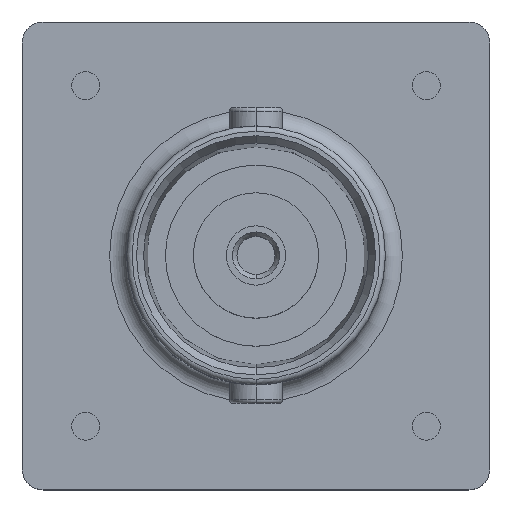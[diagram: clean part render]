
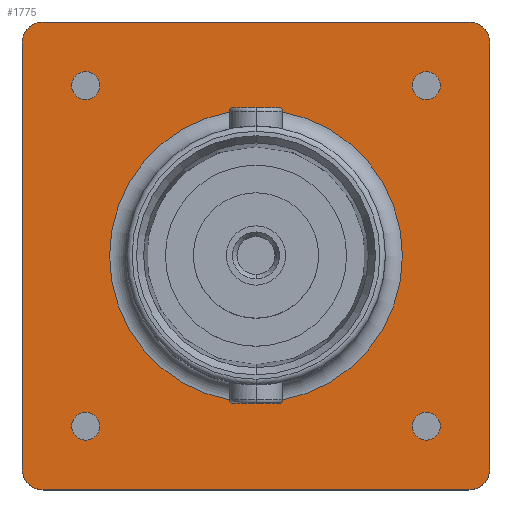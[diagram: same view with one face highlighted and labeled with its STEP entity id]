
A CAD part, top view. The second image highlights one B-rep face of the part: STEP entity #1775.
In plain terms, the highlighted planar face has unit normal (0, 0, 1).
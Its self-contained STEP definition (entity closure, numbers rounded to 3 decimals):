
#380=CARTESIAN_POINT('',(0.,0.,-13.64));
#381=DIRECTION('',(0.,0.,-1.));
#382=DIRECTION('',(0.,-1.,0.));
#383=AXIS2_PLACEMENT_3D('',#380,#381,#382);
#385=CARTESIAN_POINT('',(0.,0.,-13.64));
#386=DIRECTION('',(0.,0.,1.));
#387=DIRECTION('',(0.,-1.,0.));
#388=AXIS2_PLACEMENT_3D('',#385,#386,#387);
#390=DIRECTION('',(0.,-1.,0.));
#391=VECTOR('',#390,15.875);
#392=CARTESIAN_POINT('',(8.725,7.938,-13.64));
#393=LINE('',#392,#391);
#394=CARTESIAN_POINT('',(7.938,-7.938,-13.64));
#395=DIRECTION('',(0.,0.,-1.));
#396=DIRECTION('',(1.,0.,0.));
#397=AXIS2_PLACEMENT_3D('',#394,#395,#396);
#399=DIRECTION('',(-1.,0.,0.));
#400=VECTOR('',#399,15.875);
#401=CARTESIAN_POINT('',(7.938,-8.725,-13.64));
#402=LINE('',#401,#400);
#403=CARTESIAN_POINT('',(-7.938,-7.938,-13.64));
#404=DIRECTION('',(0.,0.,-1.));
#405=DIRECTION('',(0.,-1.,0.));
#406=AXIS2_PLACEMENT_3D('',#403,#404,#405);
#408=DIRECTION('',(0.,1.,0.));
#409=VECTOR('',#408,15.875);
#410=CARTESIAN_POINT('',(-8.725,-7.938,-13.64));
#411=LINE('',#410,#409);
#412=CARTESIAN_POINT('',(-7.938,7.938,-13.64));
#413=DIRECTION('',(0.,0.,-1.));
#414=DIRECTION('',(-1.,0.,0.));
#415=AXIS2_PLACEMENT_3D('',#412,#413,#414);
#417=DIRECTION('',(1.,0.,0.));
#418=VECTOR('',#417,15.875);
#419=CARTESIAN_POINT('',(-7.938,8.725,-13.64));
#420=LINE('',#419,#418);
#421=CARTESIAN_POINT('',(7.938,7.938,-13.64));
#422=DIRECTION('',(0.,0.,-1.));
#423=DIRECTION('',(0.,1.,0.));
#424=AXIS2_PLACEMENT_3D('',#421,#422,#423);
#426=CARTESIAN_POINT('',(6.35,6.35,-13.64));
#427=DIRECTION('',(0.,0.,-1.));
#428=DIRECTION('',(0.,-1.,0.));
#429=AXIS2_PLACEMENT_3D('',#426,#427,#428);
#431=CARTESIAN_POINT('',(6.35,6.35,-13.64));
#432=DIRECTION('',(0.,0.,-1.));
#433=DIRECTION('',(0.,1.,0.));
#434=AXIS2_PLACEMENT_3D('',#431,#432,#433);
#436=CARTESIAN_POINT('',(6.35,-6.35,-13.64));
#437=DIRECTION('',(0.,0.,-1.));
#438=DIRECTION('',(0.,-1.,0.));
#439=AXIS2_PLACEMENT_3D('',#436,#437,#438);
#441=CARTESIAN_POINT('',(6.35,-6.35,-13.64));
#442=DIRECTION('',(0.,0.,-1.));
#443=DIRECTION('',(0.,1.,0.));
#444=AXIS2_PLACEMENT_3D('',#441,#442,#443);
#446=CARTESIAN_POINT('',(-6.35,6.35,-13.64));
#447=DIRECTION('',(0.,0.,-1.));
#448=DIRECTION('',(0.,-1.,0.));
#449=AXIS2_PLACEMENT_3D('',#446,#447,#448);
#451=CARTESIAN_POINT('',(-6.35,6.35,-13.64));
#452=DIRECTION('',(0.,0.,-1.));
#453=DIRECTION('',(0.,1.,0.));
#454=AXIS2_PLACEMENT_3D('',#451,#452,#453);
#456=CARTESIAN_POINT('',(-6.35,-6.35,-13.64));
#457=DIRECTION('',(0.,0.,-1.));
#458=DIRECTION('',(0.,-1.,0.));
#459=AXIS2_PLACEMENT_3D('',#456,#457,#458);
#461=CARTESIAN_POINT('',(-6.35,-6.35,-13.64));
#462=DIRECTION('',(0.,0.,-1.));
#463=DIRECTION('',(0.,1.,0.));
#464=AXIS2_PLACEMENT_3D('',#461,#462,#463);
#1040=CARTESIAN_POINT('',(-7.938,-8.725,-13.64));
#1041=CARTESIAN_POINT('',(-8.725,-7.938,-13.64));
#1042=VERTEX_POINT('',#1040);
#1043=VERTEX_POINT('',#1041);
#1044=CARTESIAN_POINT('',(-8.725,7.938,-13.64));
#1045=CARTESIAN_POINT('',(-7.938,8.725,-13.64));
#1046=VERTEX_POINT('',#1044);
#1047=VERTEX_POINT('',#1045);
#1048=CARTESIAN_POINT('',(7.938,8.725,-13.64));
#1049=CARTESIAN_POINT('',(8.725,7.938,-13.64));
#1050=VERTEX_POINT('',#1048);
#1051=VERTEX_POINT('',#1049);
#1052=CARTESIAN_POINT('',(8.725,-7.938,-13.64));
#1053=CARTESIAN_POINT('',(7.938,-8.725,-13.64));
#1054=VERTEX_POINT('',#1052);
#1055=VERTEX_POINT('',#1053);
#1080=CARTESIAN_POINT('',(0.,-5.461,-13.64));
#1081=VERTEX_POINT('',#1080);
#1082=CARTESIAN_POINT('',(0.,5.461,-13.64));
#1083=VERTEX_POINT('',#1082);
#1100=CARTESIAN_POINT('',(6.35,5.829,-13.64));
#1101=CARTESIAN_POINT('',(6.35,6.871,-13.64));
#1102=VERTEX_POINT('',#1100);
#1103=VERTEX_POINT('',#1101);
#1120=CARTESIAN_POINT('',(6.35,-6.871,-13.64));
#1121=CARTESIAN_POINT('',(6.35,-5.829,-13.64));
#1122=VERTEX_POINT('',#1120);
#1123=VERTEX_POINT('',#1121);
#1140=CARTESIAN_POINT('',(-6.35,5.829,-13.64));
#1141=CARTESIAN_POINT('',(-6.35,6.871,-13.64));
#1142=VERTEX_POINT('',#1140);
#1143=VERTEX_POINT('',#1141);
#1160=CARTESIAN_POINT('',(-6.35,-6.871,-13.64));
#1161=CARTESIAN_POINT('',(-6.35,-5.829,-13.64));
#1162=VERTEX_POINT('',#1160);
#1163=VERTEX_POINT('',#1161);
#1724=CARTESIAN_POINT('',(0.,0.,-13.64));
#1725=DIRECTION('',(0.,0.,-1.));
#1726=DIRECTION('',(0.,-1.,0.));
#1727=AXIS2_PLACEMENT_3D('',#1724,#1725,#1726);
#1728=PLANE('',#1727);
#1730=ORIENTED_EDGE('',*,*,#1729,.T.);
#1732=ORIENTED_EDGE('',*,*,#1731,.T.);
#1734=ORIENTED_EDGE('',*,*,#1733,.T.);
#1736=ORIENTED_EDGE('',*,*,#1735,.T.);
#1738=ORIENTED_EDGE('',*,*,#1737,.T.);
#1740=ORIENTED_EDGE('',*,*,#1739,.T.);
#1742=ORIENTED_EDGE('',*,*,#1741,.T.);
#1744=ORIENTED_EDGE('',*,*,#1743,.T.);
#1745=EDGE_LOOP('',(#1730,#1732,#1734,#1736,#1738,#1740,#1742,#1744));
#1746=FACE_OUTER_BOUND('',#1745,.F.);
#1747=ORIENTED_EDGE('',*,*,#1717,.F.);
#1748=ORIENTED_EDGE('',*,*,#1706,.T.);
#1749=EDGE_LOOP('',(#1747,#1748));
#1750=FACE_BOUND('',#1749,.F.);
#1752=ORIENTED_EDGE('',*,*,#1751,.F.);
#1754=ORIENTED_EDGE('',*,*,#1753,.F.);
#1755=EDGE_LOOP('',(#1752,#1754));
#1756=FACE_BOUND('',#1755,.F.);
#1758=ORIENTED_EDGE('',*,*,#1757,.F.);
#1760=ORIENTED_EDGE('',*,*,#1759,.F.);
#1761=EDGE_LOOP('',(#1758,#1760));
#1762=FACE_BOUND('',#1761,.F.);
#1764=ORIENTED_EDGE('',*,*,#1763,.F.);
#1766=ORIENTED_EDGE('',*,*,#1765,.F.);
#1767=EDGE_LOOP('',(#1764,#1766));
#1768=FACE_BOUND('',#1767,.F.);
#1770=ORIENTED_EDGE('',*,*,#1769,.F.);
#1772=ORIENTED_EDGE('',*,*,#1771,.F.);
#1773=EDGE_LOOP('',(#1770,#1772));
#1774=FACE_BOUND('',#1773,.F.);
#384=CIRCLE('',#383,5.461);
#389=CIRCLE('',#388,5.461);
#398=CIRCLE('',#397,0.787);
#407=CIRCLE('',#406,0.787);
#416=CIRCLE('',#415,0.787);
#425=CIRCLE('',#424,0.787);
#430=CIRCLE('',#429,0.521);
#435=CIRCLE('',#434,0.521);
#440=CIRCLE('',#439,0.521);
#445=CIRCLE('',#444,0.521);
#450=CIRCLE('',#449,0.521);
#455=CIRCLE('',#454,0.521);
#460=CIRCLE('',#459,0.521);
#465=CIRCLE('',#464,0.521);
#1706=EDGE_CURVE('',#1081,#1083,#389,.T.);
#1717=EDGE_CURVE('',#1081,#1083,#384,.T.);
#1729=EDGE_CURVE('',#1051,#1054,#393,.T.);
#1731=EDGE_CURVE('',#1054,#1055,#398,.T.);
#1733=EDGE_CURVE('',#1055,#1042,#402,.T.);
#1735=EDGE_CURVE('',#1042,#1043,#407,.T.);
#1737=EDGE_CURVE('',#1043,#1046,#411,.T.);
#1739=EDGE_CURVE('',#1046,#1047,#416,.T.);
#1741=EDGE_CURVE('',#1047,#1050,#420,.T.);
#1743=EDGE_CURVE('',#1050,#1051,#425,.T.);
#1751=EDGE_CURVE('',#1102,#1103,#430,.T.);
#1753=EDGE_CURVE('',#1103,#1102,#435,.T.);
#1757=EDGE_CURVE('',#1122,#1123,#440,.T.);
#1759=EDGE_CURVE('',#1123,#1122,#445,.T.);
#1763=EDGE_CURVE('',#1142,#1143,#450,.T.);
#1765=EDGE_CURVE('',#1143,#1142,#455,.T.);
#1769=EDGE_CURVE('',#1162,#1163,#460,.T.);
#1771=EDGE_CURVE('',#1163,#1162,#465,.T.);
#1775=ADVANCED_FACE('',(#1746,#1750,#1756,#1762,#1768,#1774),#1728,.F.);
